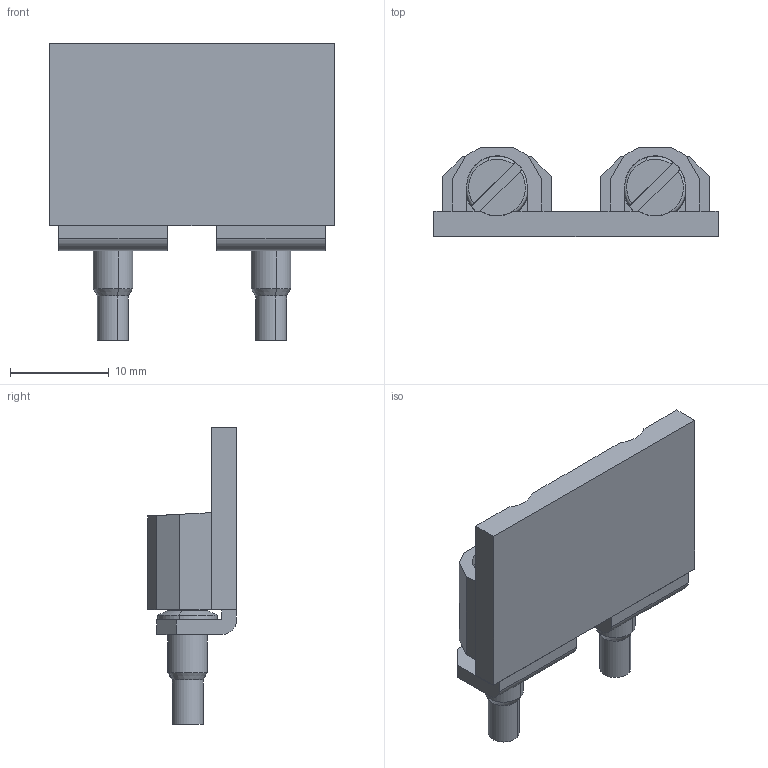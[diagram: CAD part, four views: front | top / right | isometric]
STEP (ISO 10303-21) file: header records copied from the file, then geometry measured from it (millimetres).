
FILE_DESCRIPTION(('CATIA V5 STEP Exchange','CAx-IF Rec.Pracs.--- Model Styling and Organization---1.4--- 2014-01-23'),'2;1');
FILE_NAME ('005781-4_0', '2023-02-24T09:46:59+00:00', ('none'), ('Weidmueller'), 'CATIA Version 5-6 Release 2016 SP3 HF44', 'CATIA V5 STEP AP214', 'none');
FILE_SCHEMA(('AUTOMOTIVE_DESIGN { 1 0 10303 214 1 1 1 1 }'));
Length unit declared in the file: millimetre
Products named in the file (1): 1079200000
Bounding box: 28.8 x 9 x 30.05 mm (x, y, z)
Volume: 2148.9 mm3; surface area: 3132.8 mm2
Topology: 7 solids, 7 shells, 140 faces, 357 edges, 231 vertices
Faces by surface type: plane 76, cylinder 32, cone 20, torus 12
Entity records: 4088 total; most frequent: CARTESIAN_POINT 873, ORIENTED_EDGE 714, DIRECTION 526, EDGE_CURVE 357, VERTEX_POINT 231, VECTOR 230, LINE 230, AXIS2_PLACEMENT_3D 202
